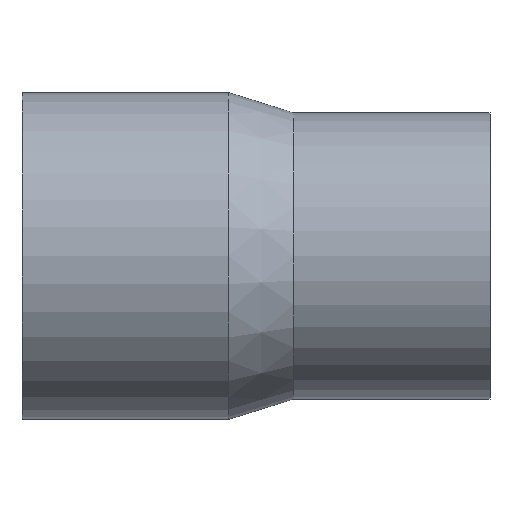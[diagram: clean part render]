
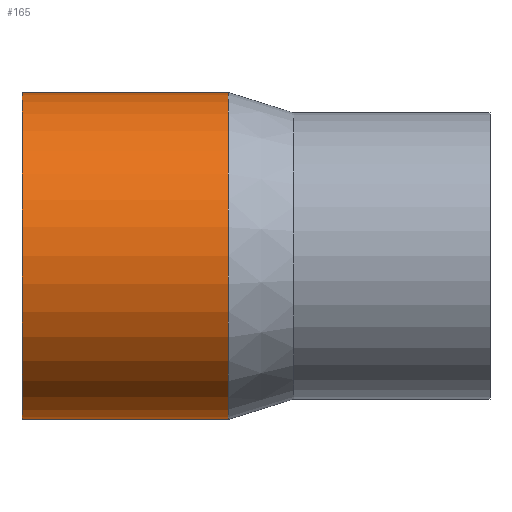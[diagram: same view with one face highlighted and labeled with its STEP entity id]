
A CAD part, top view. The second image highlights one B-rep face of the part: STEP entity #165.
In plain terms, the highlighted cylindrical face has radius 80 mm (diameter 160 mm), a partial arc.
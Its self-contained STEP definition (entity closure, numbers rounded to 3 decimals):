
#91 = VERTEX_POINT( '', #225 );
#103 = EDGE_CURVE( '', #91, #153, #237, .T. );
#127 = EDGE_CURVE( '', #175, #153, #264, .T. );
#147 = VERTEX_POINT( '', #290 );
#153 = VERTEX_POINT( '', #296 );
#163 = EDGE_CURVE( '', #147, #175, #306, .T. );
#165 = ADVANCED_FACE( '', ( #308 ), #309, .T. );
#173 = EDGE_CURVE( '', #91, #147, #320, .T. );
#175 = VERTEX_POINT( '', #322 );
#225 = CARTESIAN_POINT( '', ( 0., -80., 0. ) );
#237 = CIRCLE( '', #390, 80. );
#264 = LINE( '', #423, #424 );
#290 = CARTESIAN_POINT( '', ( 101., -80., 0. ) );
#296 = CARTESIAN_POINT( '', ( 0., 80., 0. ) );
#306 = CIRCLE( '', #473, 80. );
#308 = FACE_OUTER_BOUND( '', #475, .T. );
#309 = CYLINDRICAL_SURFACE( '', #476, 80. );
#320 = LINE( '', #489, #490 );
#322 = CARTESIAN_POINT( '', ( 101., 80., 0. ) );
#390 = AXIS2_PLACEMENT_3D( '', #551, #552, #553 );
#423 = CARTESIAN_POINT( '', ( 50.5, 80., 0. ) );
#424 = VECTOR( '', #583, 1. );
#473 = AXIS2_PLACEMENT_3D( '', #636, #637, #638 );
#475 = EDGE_LOOP( '', ( #640, #641, #642, #643 ) );
#476 = AXIS2_PLACEMENT_3D( '', #644, #645, #646 );
#489 = CARTESIAN_POINT( '', ( 50.5, -80., 0. ) );
#490 = VECTOR( '', #666, 1. );
#551 = CARTESIAN_POINT( '', ( 0., 0., 0. ) );
#552 = DIRECTION( '', ( -1., 0., 0. ) );
#553 = DIRECTION( '', ( 0., 1., 0. ) );
#583 = DIRECTION( '', ( -1., 0., 0. ) );
#636 = CARTESIAN_POINT( '', ( 101., 0., 0. ) );
#637 = DIRECTION( '', ( -1., 0., 0. ) );
#638 = DIRECTION( '', ( 0., 1., 0. ) );
#640 = ORIENTED_EDGE( '', *, *, #127, .T. );
#641 = ORIENTED_EDGE( '', *, *, #103, .F. );
#642 = ORIENTED_EDGE( '', *, *, #173, .T. );
#643 = ORIENTED_EDGE( '', *, *, #163, .T. );
#644 = CARTESIAN_POINT( '', ( 50.5, 0., 0. ) );
#645 = DIRECTION( '', ( 1., 0., 0. ) );
#646 = DIRECTION( '', ( 0., 1., 0. ) );
#666 = DIRECTION( '', ( 1., 0., 0. ) );
